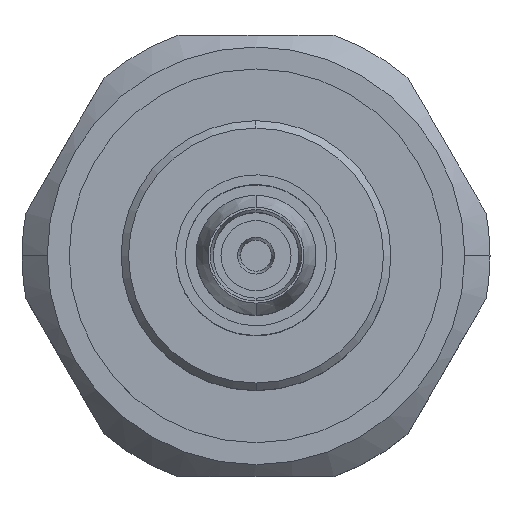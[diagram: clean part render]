
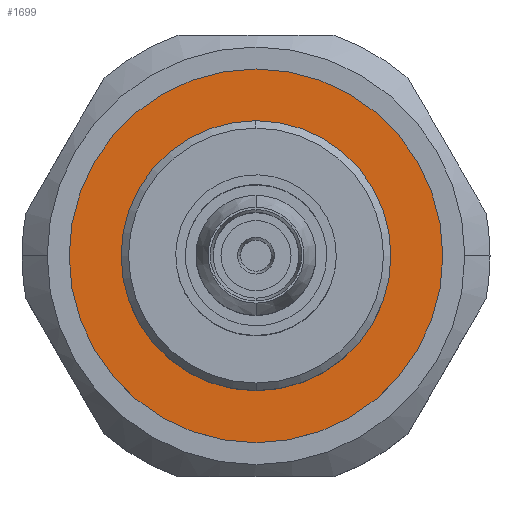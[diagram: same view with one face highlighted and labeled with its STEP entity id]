
A CAD part, top view. The second image highlights one B-rep face of the part: STEP entity #1699.
In plain terms, the highlighted planar face has unit normal (0, 0, 1).
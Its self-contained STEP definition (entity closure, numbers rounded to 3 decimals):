
#133 = CIRCLE ( 'NONE', #3133, 8.725 ) ;
#394 = ORIENTED_EDGE ( 'NONE', *, *, #1143, .F. ) ;
#483 = CARTESIAN_POINT ( 'NONE',  ( 0., 0., 0. ) ) ;
#766 = CIRCLE ( 'NONE', #1705, 8.725 ) ;
#824 = CARTESIAN_POINT ( 'NONE',  ( 0., 5.475, 0. ) ) ;
#840 = DIRECTION ( 'NONE',  ( 0., 0., -1. ) ) ;
#1143 = EDGE_CURVE ( 'NONE', #2603, #2610, #2013, .T. ) ;
#1173 = EDGE_LOOP ( 'NONE', ( #4283, #394 ) ) ;
#1200 = DIRECTION ( 'NONE',  ( 0., 1., 0. ) ) ;
#1230 = ORIENTED_EDGE ( 'NONE', *, *, #4101, .T. ) ;
#1239 = CIRCLE ( 'NONE', #3903, 5.475 ) ;
#1256 = DIRECTION ( 'NONE',  ( 0., 1., 0. ) ) ;
#1512 = DIRECTION ( 'NONE',  ( 0., -1., 0. ) ) ;
#1613 = ORIENTED_EDGE ( 'NONE', *, *, #4231, .T. ) ;
#1699 = ADVANCED_FACE ( 'NONE', ( #2870, #3551 ), #3254, .F. ) ;
#1705 = AXIS2_PLACEMENT_3D ( 'NONE', #2580, #2288, #1200 ) ;
#1932 = CARTESIAN_POINT ( 'NONE',  ( 0., 8.725, 0. ) ) ;
#2013 = CIRCLE ( 'NONE', #2178, 5.475 ) ;
#2165 = CARTESIAN_POINT ( 'NONE',  ( 0., 0., 0. ) ) ;
#2178 = AXIS2_PLACEMENT_3D ( 'NONE', #2165, #4176, #2583 ) ;
#2288 = DIRECTION ( 'NONE',  ( 0., 0., 1. ) ) ;
#2480 = AXIS2_PLACEMENT_3D ( 'NONE', #2894, #840, #1512 ) ;
#2580 = CARTESIAN_POINT ( 'NONE',  ( 0., 0., 0. ) ) ;
#2583 = DIRECTION ( 'NONE',  ( 0., 1., 0. ) ) ;
#2603 = VERTEX_POINT ( 'NONE', #2979 ) ;
#2610 = VERTEX_POINT ( 'NONE', #824 ) ;
#2660 = VERTEX_POINT ( 'NONE', #3787 ) ;
#2870 = FACE_BOUND ( 'NONE', #1173, .T. ) ;
#2873 = DIRECTION ( 'NONE',  ( 0., 1., 0. ) ) ;
#2894 = CARTESIAN_POINT ( 'NONE',  ( 8.725, 0., 0. ) ) ;
#2979 = CARTESIAN_POINT ( 'NONE',  ( 0., -5.475, 0. ) ) ;
#3133 = AXIS2_PLACEMENT_3D ( 'NONE', #4312, #3307, #1256 ) ;
#3228 = EDGE_CURVE ( 'NONE', #2610, #2603, #1239, .T. ) ;
#3249 = EDGE_LOOP ( 'NONE', ( #1230, #1613 ) ) ;
#3254 = PLANE ( 'NONE',  #2480 ) ;
#3307 = DIRECTION ( 'NONE',  ( 0., 0., 1. ) ) ;
#3417 = VERTEX_POINT ( 'NONE', #1932 ) ;
#3551 = FACE_OUTER_BOUND ( 'NONE', #3249, .T. ) ;
#3787 = CARTESIAN_POINT ( 'NONE',  ( 0., -8.725, 0. ) ) ;
#3858 = DIRECTION ( 'NONE',  ( 0., 0., 1. ) ) ;
#3903 = AXIS2_PLACEMENT_3D ( 'NONE', #483, #3858, #2873 ) ;
#4101 = EDGE_CURVE ( 'NONE', #3417, #2660, #766, .T. ) ;
#4176 = DIRECTION ( 'NONE',  ( 0., 0., 1. ) ) ;
#4231 = EDGE_CURVE ( 'NONE', #2660, #3417, #133, .T. ) ;
#4283 = ORIENTED_EDGE ( 'NONE', *, *, #3228, .F. ) ;
#4312 = CARTESIAN_POINT ( 'NONE',  ( 0., 0., 0. ) ) ;
